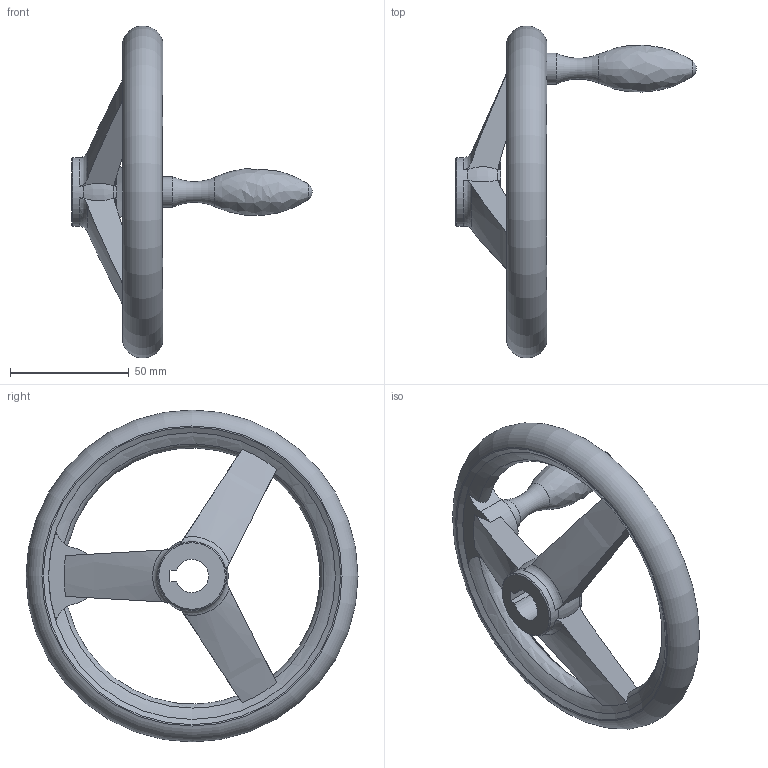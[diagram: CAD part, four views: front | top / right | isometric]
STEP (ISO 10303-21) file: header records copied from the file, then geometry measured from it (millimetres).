
FILE_DESCRIPTION( ( 'STEP AP203' ), ' ' );
FILE_NAME( 'Stainless Steel-Handwheel GN 950.6-140-K14-F.stp', '2015-09-15T12:23:22', ( '' ), ( '' ), ' ', 'PARTsolutions', ' ' );
FILE_SCHEMA( ( 'CONFIG_CONTROL_DESIGN' ) );
Length unit declared in the file: millimetre
Products named in the file (1): _Stainless Steel-Handwheel GN 950.6-140-K14-F
Bounding box: 101.5 x 139.99 x 139.99 mm (x, y, z)
Volume: 120435 mm3; surface area: 33455.1 mm2
Topology: 1 solids, 1 shells, 60 faces, 182 edges, 118 vertices
Faces by surface type: torus 18, plane 13, cylinder 12, cone 12, bspline 4, sphere 1
Full cylindrical faces by diameter (mm): 13 x1, 29 x2, 123.02 x1
Entity records: 2490 total; most frequent: CARTESIAN_POINT 983, ORIENTED_EDGE 322, DIRECTION 274, EDGE_CURVE 161, AXIS2_PLACEMENT_3D 121, VERTEX_POINT 114, EDGE_LOOP 77, FACE_OUTER_BOUND 71
